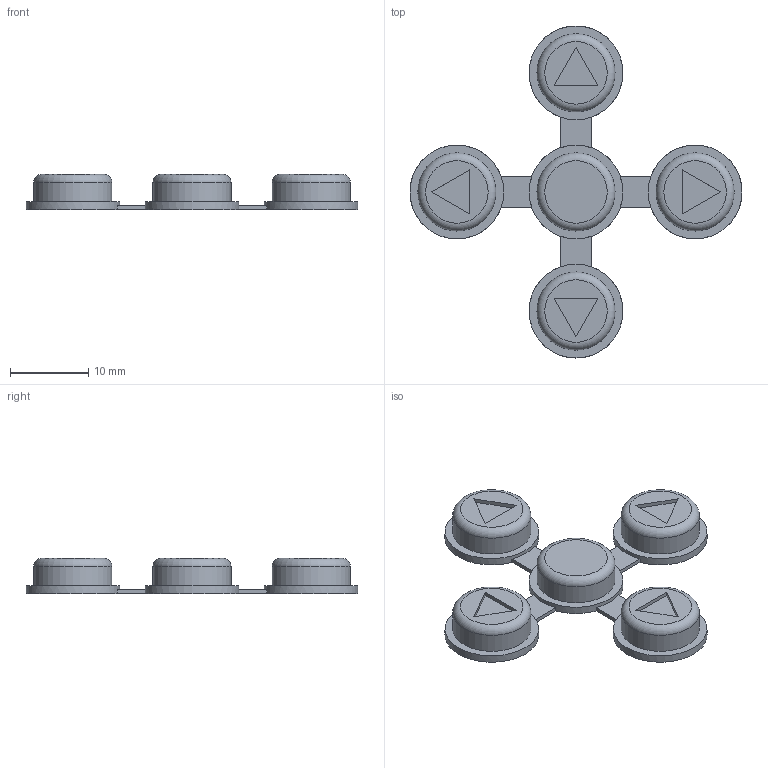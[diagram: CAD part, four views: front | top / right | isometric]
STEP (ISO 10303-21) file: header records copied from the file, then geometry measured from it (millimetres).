
FILE_DESCRIPTION(('FreeCAD Model'),'2;1');
FILE_NAME('keypad-buttons.step', '2015-07-03T16:36:50',('FreeCAD'),('FreeCAD'), 'Open CASCADE STEP processor 6.5','FreeCAD','Unknown');
FILE_SCHEMA(('AUTOMOTIVE_DESIGN_CC2 { 1 2 10303 214 -1 1 5 4 }'));
Length unit declared in the file: millimetre
Products named in the file (1): keypad-buttons
Bounding box: 42.48 x 42.48 x 4.5 mm (x, y, z)
Volume: 1908 mm3; surface area: 1943.7 mm2
Topology: 1 solids, 1 shells, 54 faces, 129 edges, 86 vertices
Faces by surface type: plane 39, cylinder 10, torus 5
Full cylindrical faces by diameter (mm): 10 x5, 12 x5
Entity records: 3276 total; most frequent: CARTESIAN_POINT 692, DIRECTION 474, ORIENTED_EDGE 258, PCURVE 258, DEFINITIONAL_REPRESENTATION 258, LINE 243, VECTOR 243, EDGE_CURVE 129
